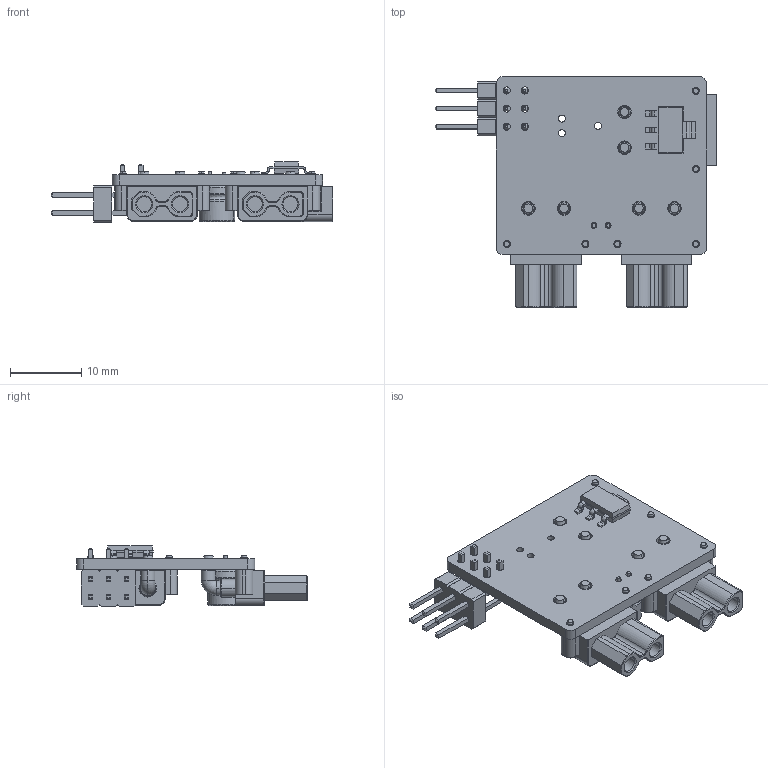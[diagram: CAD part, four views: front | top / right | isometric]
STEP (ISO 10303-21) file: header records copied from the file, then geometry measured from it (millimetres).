
FILE_DESCRIPTION(('KiCad electronic assembly'),'2;1');
FILE_NAME('brushed-dual-esc.step','2025-08-30T14:00:55',('Pcbnew'),( 'Kicad'),'Open CASCADE STEP processor 7.8','KiCad to STEP converter' ,'Unknown');
FILE_SCHEMA(('AUTOMOTIVE_DESIGN { 1 0 10303 214 1 1 1 1 }'));
Length unit declared in the file: millimetre
Products named in the file (7): brushed-dual-esc 1; SOT-223; XT30PW-M; CP_Radial_D5.0mm_P2.00mm; XT30PW-F; PinHeader_2x03_P2.54mm_Horizontal; brushed-dual-esc_PCB
Assembly tree (7 placements, depth 2):
  brushed-dual-esc 1
    SOT-223
    XT30PW-M
    CP_Radial_D5.0mm_P2.00mm
    XT30PW-F  x2
    PinHeader_2x03_P2.54mm_Horizontal
    brushed-dual-esc_PCB
Bounding box: 39.53 x 32.4 x 8.46 mm (x, y, z)
Volume: 2421.7 mm3; surface area: 4421 mm2
Topology: 21 solids, 22 shells, 909 faces, 2131 edges, 1299 vertices
Faces by surface type: plane 396, cylinder 288, bspline 112, cone 94, torus 14, revolution 5
Full cylindrical faces by diameter (mm): 0.5 x2, 0.8 x2, 0.991 x3, 1 x12, 1.9 x6
Entity records: 25551 total; most frequent: CARTESIAN_POINT 6429, DIRECTION 3524, ORIENTED_EDGE 3522, EDGE_CURVE 1761, AXIS2_PLACEMENT_3D 1238, VERTEX_POINT 1077, LINE 1043, VECTOR 1043
